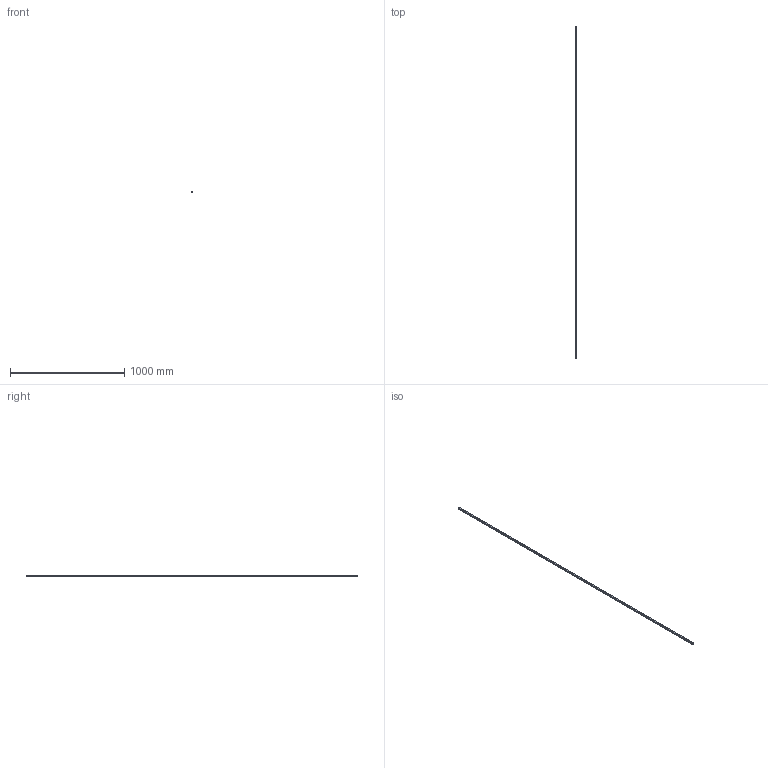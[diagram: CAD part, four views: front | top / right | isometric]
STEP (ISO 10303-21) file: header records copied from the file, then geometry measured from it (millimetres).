
FILE_DESCRIPTION(('STEP AP214'),'1');
FILE_NAME('cctmp_9B405CE8-6294-4220-87C4-FBF74EC89593_2021_02_02_11_52_40_0339..stp','2021-02-02T10:52:40',('HIWIN GmbH'),('CADClick - www.CADClick.com'),'Spatial InterOp 3D',' ','unknown authorization');
FILE_SCHEMA(('AUTOMOTIVE_DESIGN'));
Length unit declared in the file: millimetre
Products named in the file (1): EGR15U2900C_FILE
Bounding box: 15 x 2900 x 12.5 mm (x, y, z)
Volume: 461758.1 mm3; surface area: 176782.6 mm2
Topology: 1 solids, 1 shells, 593 faces, 1467 edges, 978 vertices
Faces by surface type: cylinder 312, plane 281
Entity records: 22769 total; most frequent: DIRECTION 3475, CARTESIAN_POINT 3039, ORIENTED_EDGE 2934, EDGE_CURVE 1467, AXIS2_PLACEMENT_3D 1414, VERTEX_POINT 978, EDGE_LOOP 695, LINE 647
